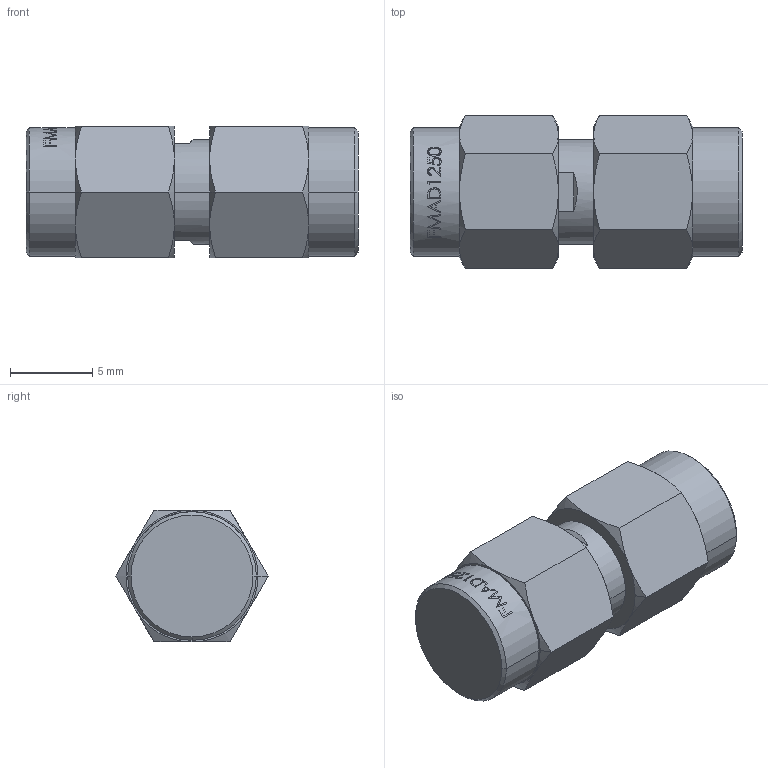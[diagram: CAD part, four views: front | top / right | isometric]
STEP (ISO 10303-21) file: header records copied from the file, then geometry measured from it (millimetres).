
FILE_DESCRIPTION (( 'STEP AP203' ), '1' );
FILE_NAME ('FMAD1250_3D.STEP', '2021-05-05T13:04:46', ( '' ), ( '' ), 'SwSTEP 2.0', 'SolidWorks 2020', '' );
FILE_SCHEMA (( 'CONFIG_CONTROL_DESIGN' ));
Length unit declared in the file: millimetre
Products named in the file (1): FMAD1250_3D
Bounding box: 20.14 x 9.24 x 8 mm (x, y, z)
Volume: 1014.9 mm3; surface area: 675.6 mm2
Topology: 1 solids, 1 shells, 163 faces, 402 edges, 256 vertices
Faces by surface type: plane 79, cone 34, bspline 30, cylinder 20
Entity records: 6457 total; most frequent: CARTESIAN_POINT 2802, ORIENTED_EDGE 804, DIRECTION 637, EDGE_CURVE 402, VERTEX_POINT 256, AXIS2_PLACEMENT_3D 246, EDGE_LOOP 178, FACE_OUTER_BOUND 163
